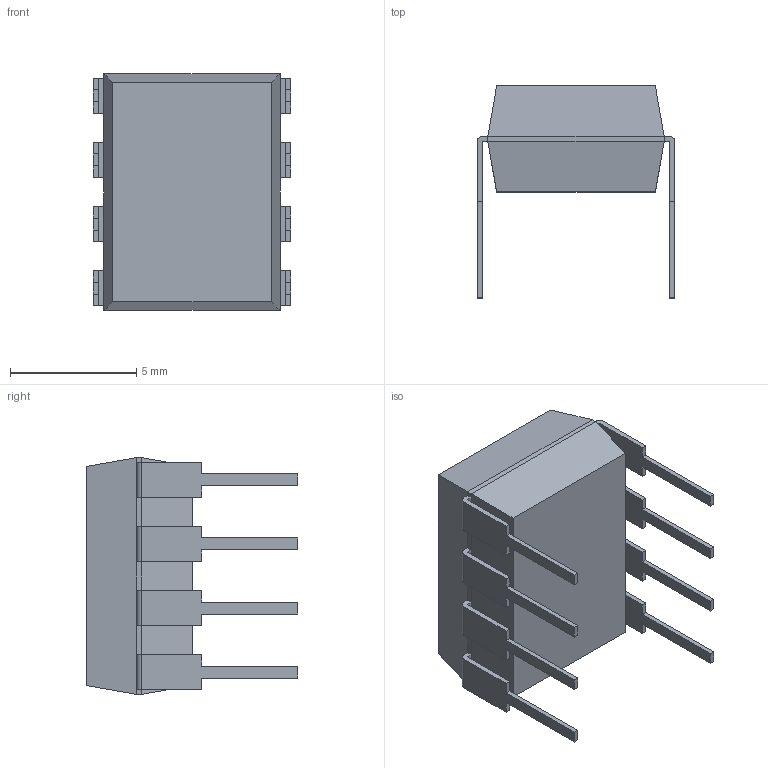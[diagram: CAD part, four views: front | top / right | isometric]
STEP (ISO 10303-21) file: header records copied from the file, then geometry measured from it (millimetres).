
FILE_DESCRIPTION (( 'STEP AP214' ), '1' );
FILE_NAME ('P8+1.STEP', '2020-12-01T07:58:41', ( '' ), ( '' ), 'SwSTEP 2.0', 'SolidWorks 2018', '' );
FILE_SCHEMA (( 'AUTOMOTIVE_DESIGN' ));
Length unit declared in the file: millimetre
Products named in the file (1): P8+1
Bounding box: 7.82 x 8.38 x 9.38 mm (x, y, z)
Volume: 261.2 mm3; surface area: 358 mm2
Topology: 9 solids, 9 shells, 118 faces, 292 edges, 192 vertices
Faces by surface type: plane 110, cylinder 8
Entity records: 3534 total; most frequent: CARTESIAN_POINT 603, ORIENTED_EDGE 584, DIRECTION 546, EDGE_CURVE 292, VECTOR 276, LINE 276, VERTEX_POINT 192, AXIS2_PLACEMENT_3D 135
